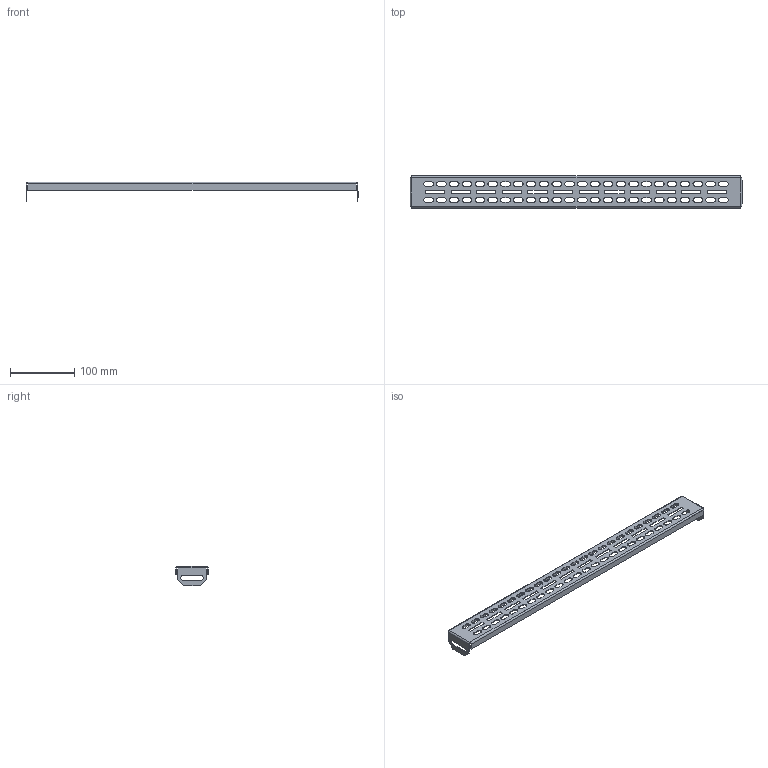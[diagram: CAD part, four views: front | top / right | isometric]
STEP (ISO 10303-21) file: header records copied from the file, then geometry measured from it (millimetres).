
FILE_DESCRIPTION (( 'STEP AP214' ), '1' );
FILE_NAME ('mb-15-rl-60 Ðåéêà ìîíòàæíàÿ äëÿ ëèòîãî êîðïóñà äëÿ ÂÐÓ Unit øèðèíîé 600ìì.STEP', '2020-02-14T07:03:05', ( '' ), ( '' ), 'SwSTEP 2.0', 'SolidWorks 2019', '' );
FILE_SCHEMA (( 'AUTOMOTIVE_DESIGN' ));
Length unit declared in the file: millimetre
Products named in the file (2): mb-15-rl-60 Ðåéêà ìîíòàæíàÿ äëÿ ëèòîãî êîðïóñà äëÿ ÂÐÓ Unit øèðèíîé 600ìì; ÃÌÐÔ.015.11.00.02 Ðåéêà ìîíòàæíàÿ äëÿ ëèòîãî êîðïóñà_00
Assembly tree (1 placements, depth 2):
  mb-15-rl-60 Ðåéêà ìîíòàæíàÿ äëÿ ëèòîãî êîðïóñà äëÿ ÂÐÓ Unit øèðèíîé 600ìì
    ÃÌÐÔ.015.11.00.02 Ðåéêà ìîíòàæíàÿ äëÿ ëèòîãî êîðïóñà_00
Bounding box: 518 x 50 x 30 mm (x, y, z)
Volume: 37960.2 mm3; surface area: 68167.8 mm2
Topology: 1 solids, 1 shells, 338 faces, 976 edges, 640 vertices
Faces by surface type: plane 182, cylinder 156
Entity records: 11450 total; most frequent: DIRECTION 1972, CARTESIAN_POINT 1958, ORIENTED_EDGE 1952, EDGE_CURVE 976, LINE 664, VECTOR 664, AXIS2_PLACEMENT_3D 654, VERTEX_POINT 640
